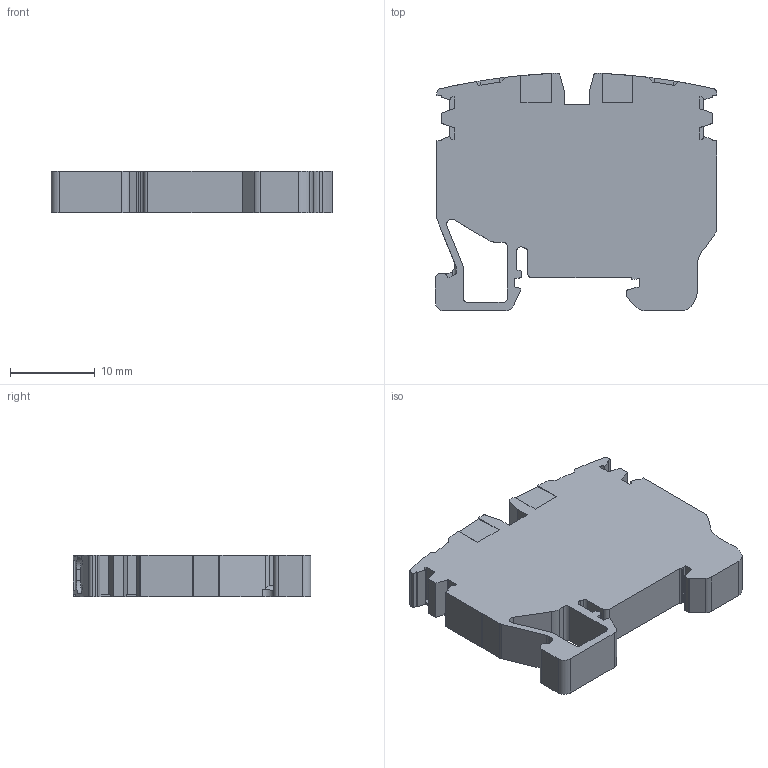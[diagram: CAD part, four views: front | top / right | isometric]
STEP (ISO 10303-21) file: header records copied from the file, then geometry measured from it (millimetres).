
FILE_DESCRIPTION (( 'STEP AP214' ), '1' );
FILE_NAME ('306500_MYKR 2,5_Beige.STP', '2014-10-09T07:39:40', ( '' ), ( '' ), 'SwSTEP 2.0', 'SolidWorks 2014', '' );
FILE_SCHEMA (( 'AUTOMOTIVE_DESIGN' ));
Length unit declared in the file: millimetre
Products named in the file (1): 306500_MYKR 2,5_Beige
Bounding box: 33.2 x 28.03 x 4.95 mm (x, y, z)
Volume: 3566.9 mm3; surface area: 2539.1 mm2
Topology: 1 solids, 1 shells, 177 faces, 515 edges, 342 vertices
Faces by surface type: plane 120, cylinder 57
Entity records: 6019 total; most frequent: CARTESIAN_POINT 1255, ORIENTED_EDGE 1030, DIRECTION 952, EDGE_CURVE 515, LINE 378, VECTOR 378, VERTEX_POINT 342, AXIS2_PLACEMENT_3D 287
